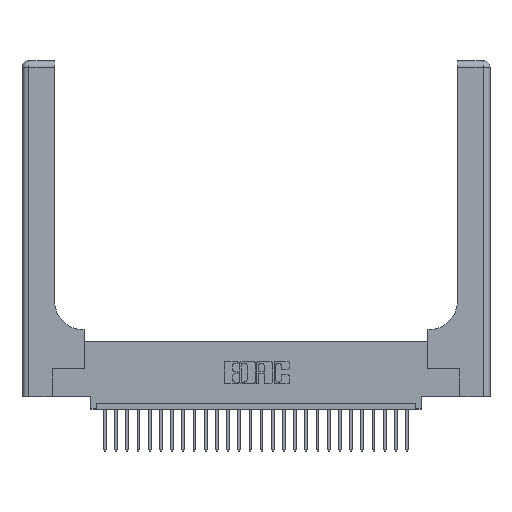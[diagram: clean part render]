
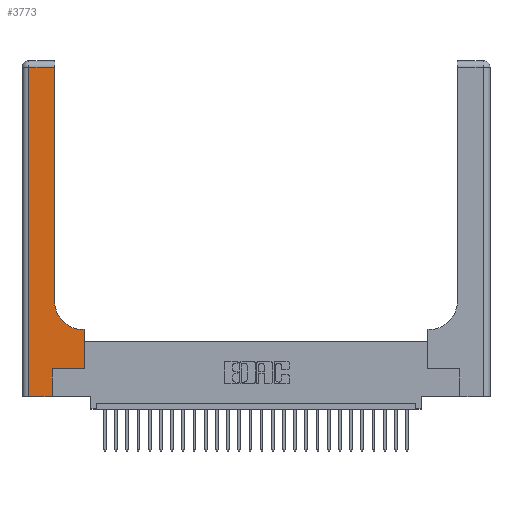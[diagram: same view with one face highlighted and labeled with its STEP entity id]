
A CAD part, top view. The second image highlights one B-rep face of the part: STEP entity #3773.
In plain terms, the highlighted planar face has unit normal (0, 0, 1).
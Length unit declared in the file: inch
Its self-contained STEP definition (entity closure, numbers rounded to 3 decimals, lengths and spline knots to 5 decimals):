
#871 = VERTEX_POINT ( 'NONE', #8583 ) ;
#1106 = ORIENTED_EDGE ( 'NONE', *, *, #8469, .T. ) ;
#1374 = VECTOR ( 'NONE', #9152, 39.37008 ) ;
#2022 = LINE ( 'NONE', #11334, #5439 ) ;
#2509 = EDGE_LOOP ( 'NONE', ( #25447, #11005, #1106, #12433, #19676, #9117, #8734, #4372, #16544 ) ) ;
#3331 = VERTEX_POINT ( 'NONE', #22264 ) ;
#3773 = ADVANCED_FACE ( 'NONE', ( #15404 ), #14867, .F. ) ;
#3888 = EDGE_CURVE ( 'NONE', #20463, #6960, #27771, .T. ) ;
#4372 = ORIENTED_EDGE ( 'NONE', *, *, #16084, .T. ) ;
#4533 = CARTESIAN_POINT ( 'NONE',  ( 0., 0., 0.37 ) ) ;
#4537 = VERTEX_POINT ( 'NONE', #24701 ) ;
#5439 = VECTOR ( 'NONE', #7260, 39.37008 ) ;
#6300 = CARTESIAN_POINT ( 'NONE',  ( 0.269, 0.25, 0.37 ) ) ;
#6400 = DIRECTION ( 'NONE',  ( -1., 0., 0. ) ) ;
#6601 = CIRCLE ( 'NONE', #19520, 0.25 ) ;
#6960 = VERTEX_POINT ( 'NONE', #16762 ) ;
#7260 = DIRECTION ( 'NONE',  ( 0., 1., 0. ) ) ;
#7354 = DIRECTION ( 'NONE',  ( 0., 1., 0. ) ) ;
#8469 = EDGE_CURVE ( 'NONE', #10760, #22018, #18772, .T. ) ;
#8583 = CARTESIAN_POINT ( 'NONE',  ( 0.5585, 0.6, 0.37 ) ) ;
#8734 = ORIENTED_EDGE ( 'NONE', *, *, #20442, .T. ) ;
#8821 = CARTESIAN_POINT ( 'NONE',  ( 0.2915, 0.6, 0.37 ) ) ;
#9117 = ORIENTED_EDGE ( 'NONE', *, *, #3888, .T. ) ;
#9152 = DIRECTION ( 'NONE',  ( 0., -1., 0. ) ) ;
#9864 = VERTEX_POINT ( 'NONE', #26887 ) ;
#10025 = VECTOR ( 'NONE', #21018, 39.37008 ) ;
#10141 = CARTESIAN_POINT ( 'NONE',  ( 0.5415, 0.85, 0.37 ) ) ;
#10760 = VERTEX_POINT ( 'NONE', #17701 ) ;
#11005 = ORIENTED_EDGE ( 'NONE', *, *, #24025, .T. ) ;
#11034 = CARTESIAN_POINT ( 'NONE',  ( 0.269, 0.25, 0.37 ) ) ;
#11334 = CARTESIAN_POINT ( 'NONE',  ( 0.2915, 3., 0.37 ) ) ;
#11907 = LINE ( 'NONE', #20434, #13958 ) ;
#12410 = DIRECTION ( 'NONE',  ( -1., 0., 0. ) ) ;
#12433 = ORIENTED_EDGE ( 'NONE', *, *, #13698, .T. ) ;
#12705 = LINE ( 'NONE', #4533, #24070 ) ;
#13037 = EDGE_CURVE ( 'NONE', #3331, #4537, #6601, .T. ) ;
#13698 = EDGE_CURVE ( 'NONE', #22018, #9864, #12705, .T. ) ;
#13762 = LINE ( 'NONE', #25432, #10025 ) ;
#13958 = VECTOR ( 'NONE', #7354, 39.37008 ) ;
#14622 = VECTOR ( 'NONE', #12410, 39.37008 ) ;
#14797 = CARTESIAN_POINT ( 'NONE',  ( 0., 2.94, 0.37 ) ) ;
#14867 = PLANE ( 'NONE',  #23619 ) ;
#15102 = DIRECTION ( 'NONE',  ( -1., 0., 0. ) ) ;
#15404 = FACE_OUTER_BOUND ( 'NONE', #2509, .T. ) ;
#15745 = CARTESIAN_POINT ( 'NONE',  ( 0.06, 3., 0.37 ) ) ;
#16084 = EDGE_CURVE ( 'NONE', #871, #3331, #19420, .T. ) ;
#16544 = ORIENTED_EDGE ( 'NONE', *, *, #13037, .T. ) ;
#16762 = CARTESIAN_POINT ( 'NONE',  ( 0.5585, 0.25, 0.37 ) ) ;
#17701 = CARTESIAN_POINT ( 'NONE',  ( 0.06, 2.94, 0.37 ) ) ;
#17752 = DIRECTION ( 'NONE',  ( 1., 0., 0. ) ) ;
#18772 = LINE ( 'NONE', #15745, #1374 ) ;
#19420 = LINE ( 'NONE', #8821, #24944 ) ;
#19475 = DIRECTION ( 'NONE',  ( 0., 0., -1. ) ) ;
#19520 = AXIS2_PLACEMENT_3D ( 'NONE', #10141, #27660, #25552 ) ;
#19676 = ORIENTED_EDGE ( 'NONE', *, *, #22736, .T. ) ;
#19766 = LINE ( 'NONE', #14797, #14622 ) ;
#20434 = CARTESIAN_POINT ( 'NONE',  ( 0.269, 0., 0.37 ) ) ;
#20442 = EDGE_CURVE ( 'NONE', #6960, #871, #13762, .T. ) ;
#20463 = VERTEX_POINT ( 'NONE', #6300 ) ;
#20838 = CARTESIAN_POINT ( 'NONE',  ( 0.06, 0., 0.37 ) ) ;
#21018 = DIRECTION ( 'NONE',  ( 0., 1., 0. ) ) ;
#21062 = VERTEX_POINT ( 'NONE', #21447 ) ;
#21447 = CARTESIAN_POINT ( 'NONE',  ( 0.2915, 2.94, 0.37 ) ) ;
#21927 = VECTOR ( 'NONE', #17752, 39.37008 ) ;
#21986 = DIRECTION ( 'NONE',  ( 1., 0., 0. ) ) ;
#22018 = VERTEX_POINT ( 'NONE', #20838 ) ;
#22264 = CARTESIAN_POINT ( 'NONE',  ( 0.5415, 0.6, 0.37 ) ) ;
#22736 = EDGE_CURVE ( 'NONE', #9864, #20463, #11907, .T. ) ;
#23619 = AXIS2_PLACEMENT_3D ( 'NONE', #26176, #19475, #6400 ) ;
#24025 = EDGE_CURVE ( 'NONE', #21062, #10760, #19766, .T. ) ;
#24070 = VECTOR ( 'NONE', #21986, 39.37008 ) ;
#24701 = CARTESIAN_POINT ( 'NONE',  ( 0.2915, 0.85, 0.37 ) ) ;
#24944 = VECTOR ( 'NONE', #15102, 39.37008 ) ;
#25432 = CARTESIAN_POINT ( 'NONE',  ( 0.5585, 0.25, 0.37 ) ) ;
#25447 = ORIENTED_EDGE ( 'NONE', *, *, #25488, .T. ) ;
#25488 = EDGE_CURVE ( 'NONE', #4537, #21062, #2022, .T. ) ;
#25552 = DIRECTION ( 'NONE',  ( 1., 0., 0. ) ) ;
#26176 = CARTESIAN_POINT ( 'NONE',  ( 0., 3., 0.37 ) ) ;
#26887 = CARTESIAN_POINT ( 'NONE',  ( 0.269, 0., 0.37 ) ) ;
#27660 = DIRECTION ( 'NONE',  ( 0., 0., -1. ) ) ;
#27771 = LINE ( 'NONE', #11034, #21927 ) ;
